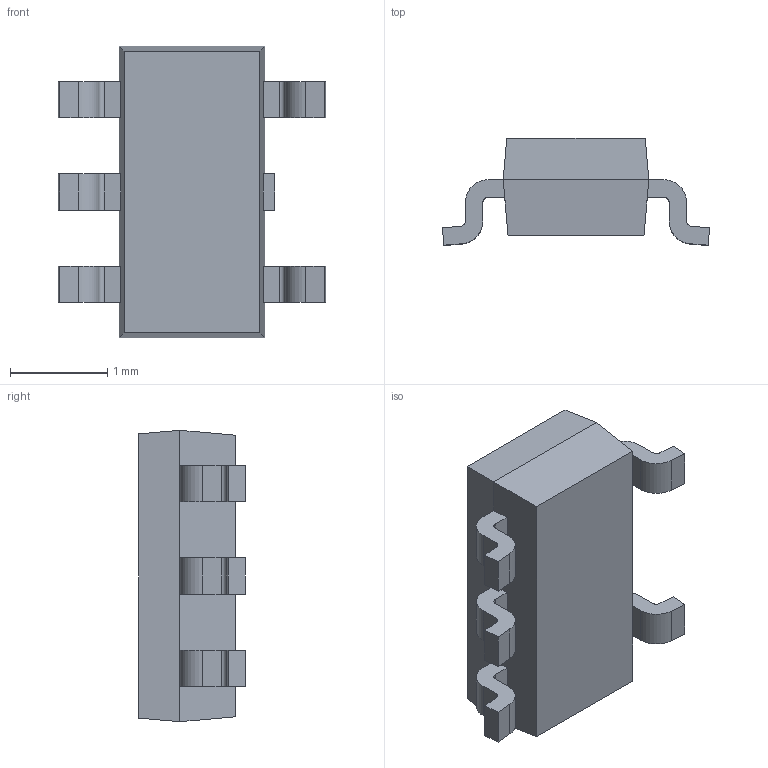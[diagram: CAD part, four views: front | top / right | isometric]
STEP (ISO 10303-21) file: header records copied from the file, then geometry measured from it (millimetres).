
FILE_DESCRIPTION (( 'STEP AP214' ), '1' );
FILE_NAME ('NL17SZ125DTT1G.STEP', '2023-04-11T19:35:11', ( '' ), ( '' ), 'SwSTEP 2.0', 'SolidWorks 2021', '' );
FILE_SCHEMA (( 'AUTOMOTIVE_DESIGN' ));
Length unit declared in the file: millimetre
Products named in the file (1): NL17SZ125DTT1G
Bounding box: 2.75 x 1.1 x 3 mm (x, y, z)
Volume: 4.6 mm3; surface area: 23.7 mm2
Topology: 8 solids, 8 shells, 93 faces, 224 edges, 148 vertices
Faces by surface type: plane 69, cylinder 24
Entity records: 2791 total; most frequent: CARTESIAN_POINT 466, DIRECTION 460, ORIENTED_EDGE 448, EDGE_CURVE 224, LINE 176, VECTOR 176, VERTEX_POINT 148, AXIS2_PLACEMENT_3D 142
